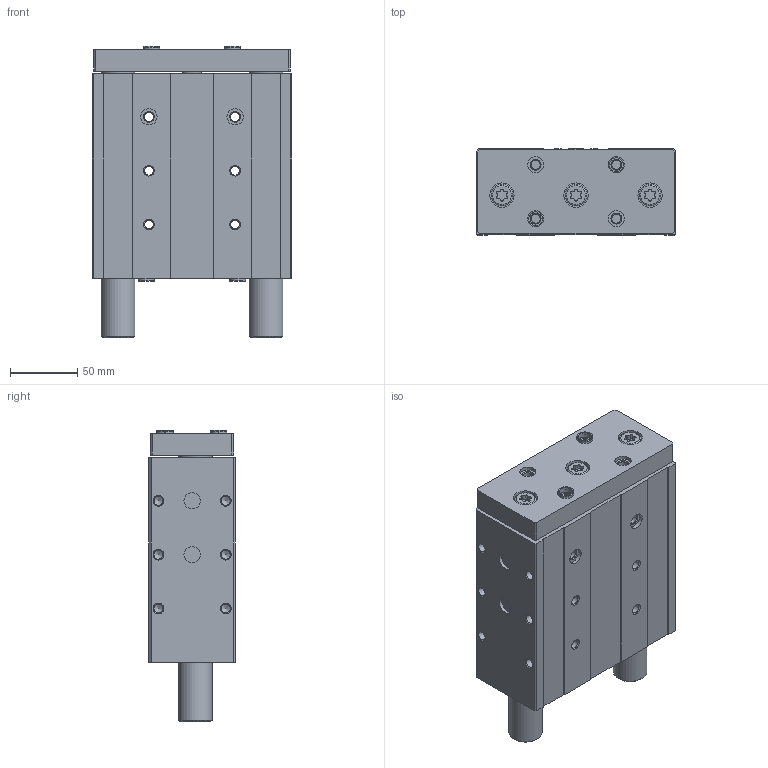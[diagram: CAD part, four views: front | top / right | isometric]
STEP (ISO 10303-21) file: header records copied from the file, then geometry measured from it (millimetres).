
FILE_DESCRIPTION(/* description */ ('STEP AP214'),/* implementation_level */ '2;1');
FILE_NAME(/* name */ '8118930_DFM-50-100-P-A-GF-F1A',/* time_stamp */ '2024-08-15T15:23:25+02:00',/* author */ ('License CC BY-ND 4.0'),/* organization */ ('CADENAS'),/* preprocessor_version */ 'ST-DEVELOPER v19.3',/* originating_system */ 'PARTsolutions',/* authorisation */ ' ');
FILE_SCHEMA (('AUTOMOTIVE_DESIGN {1 0 10303 214 3 1 1}'));
Length unit declared in the file: millimetre
Products named in the file (5): 8118930 DFM-50-100-P-A-GF-F1A---(0); 8118930 DFM-50-100-P-A-GF-F1A---(Z); 8118930 DFM-50-100-P-A-GF-F1A---(K); 8137185 ZBH-12-B; 8138508 G1/4-F1A
Assembly tree (8 placements, depth 2):
  8118930 DFM-50-100-P-A-GF-F1A---(0)
    8118930 DFM-50-100-P-A-GF-F1A---(Z)
    8118930 DFM-50-100-P-A-GF-F1A---(K)
    8137185 ZBH-12-B  x4
    8138508 G1/4-F1A  x2
Bounding box: 148 x 64.1 x 216.3 mm (x, y, z)
Volume: 1374738.6 mm3; surface area: 227168.2 mm2
Topology: 8 solids, 8 shells, 342 faces, 773 edges, 497 vertices
Faces by surface type: plane 146, cylinder 133, cone 52, torus 11
Full cylindrical faces by diameter (mm): 6 x2, 6.6 x6, 6.647 x20, 10.4 x4, 11 x6, 11.445 x4, 12 x10, 12.8 x2, 13.157 x4, 16 x5, 18 x3, 25 x4, 50 x2, 51 x1
Entity records: 7832 total; most frequent: DIRECTION 1420, CARTESIAN_POINT 1302, ORIENTED_EDGE 1072, AXIS2_PLACEMENT_3D 591, EDGE_CURVE 536, FACE_BOUND 491, EDGE_LOOP 480, VERTEX_POINT 423
